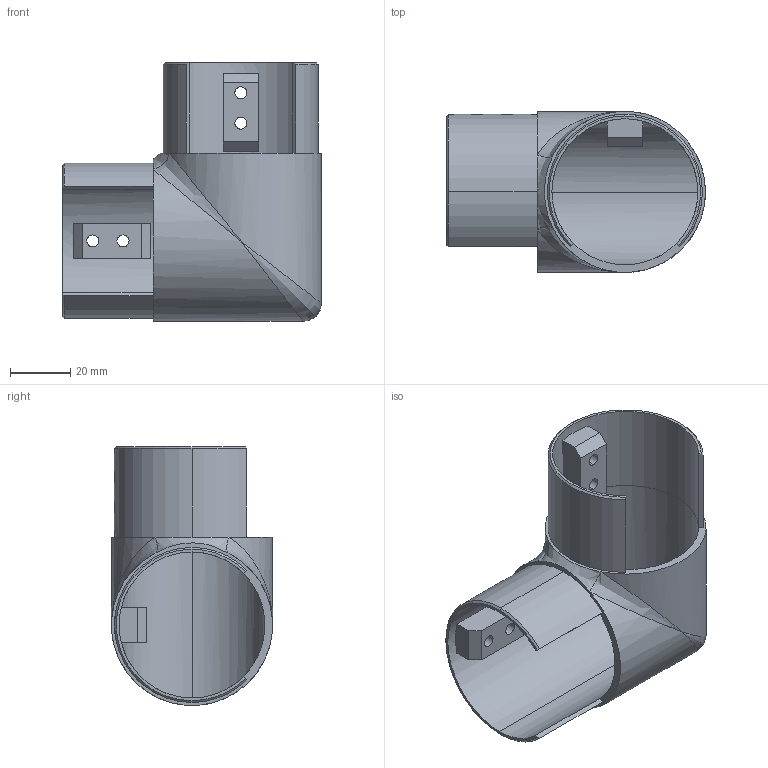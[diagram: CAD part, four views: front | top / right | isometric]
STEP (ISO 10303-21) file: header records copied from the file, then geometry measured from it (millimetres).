
FILE_DESCRIPTION (( 'STEP AP203' ), '1' );
FILE_NAME ('3D_GN6014_48.3x1.5_188461180.STEP', '2024-09-23T13:22:52', ( '' ), ( '' ), 'SwSTEP 2.0', 'SolidWorks 2024', '' );
FILE_SCHEMA (( 'CONFIG_CONTROL_DESIGN' ));
Length unit declared in the file: millimetre
Products named in the file (1): 3D_GN6014_48.3x1.5_188461180
Bounding box: 85.65 x 53.3 x 85.61 mm (x, y, z)
Volume: 38247.7 mm3; surface area: 35275.1 mm2
Topology: 2 solids, 2 shells, 57 faces, 145 edges, 90 vertices
Faces by surface type: cylinder 24, plane 23, cone 6, bspline 4
Entity records: 2274 total; most frequent: CARTESIAN_POINT 842, ORIENTED_EDGE 282, DIRECTION 279, EDGE_CURVE 141, AXIS2_PLACEMENT_3D 102, VERTEX_POINT 90, VECTOR 75, LINE 75
